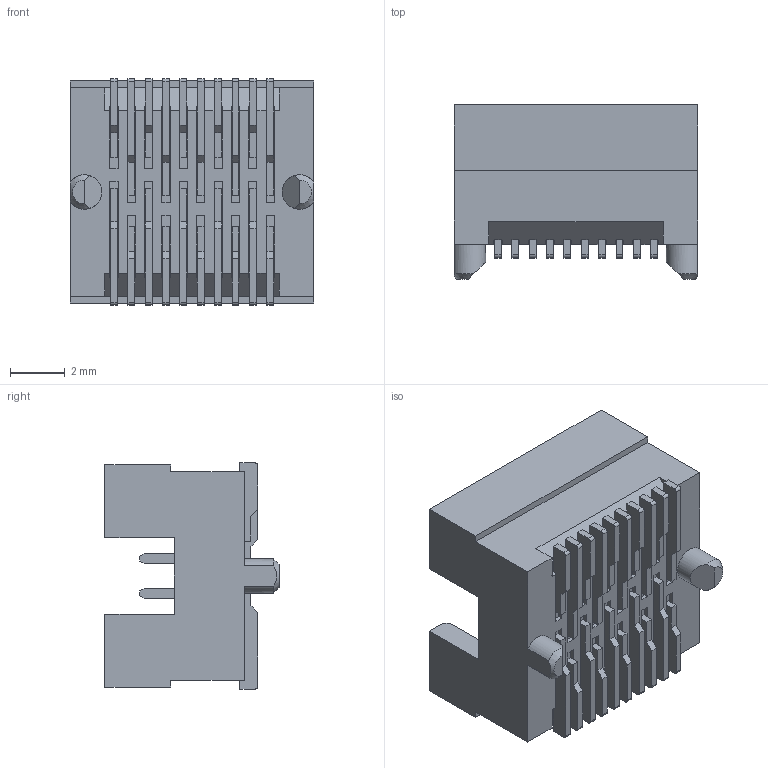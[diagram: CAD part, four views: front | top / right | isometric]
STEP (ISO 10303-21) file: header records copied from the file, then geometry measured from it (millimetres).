
FILE_DESCRIPTION((''),'2;1');
FILE_NAME('FBB12709_ASM','2026-03-16T18:12:30',('gongchengVV'),(''),'CREO PARAMETRIC BY PTC INC, 2020033','CREO PARAMETRIC BY PTC INC, 2020033','');
FILE_SCHEMA(('CONFIG_CONTROL_DESIGN'));
Length unit declared in the file: millimetre
Products named in the file (1): FBB12709_ASM
Bounding box: 8.89 x 6.37 x 8.27 mm (x, y, z)
Volume: 168.3 mm3; surface area: 578.1 mm2
Topology: 1 solids, 1 shells, 602 faces, 1721 edges, 1146 vertices
Faces by surface type: plane 578, cylinder 22, cone 2
Entity records: 19354 total; most frequent: CARTESIAN_POINT 3540, ORIENTED_EDGE 3442, DIRECTION 2965, EDGE_CURVE 1721, VECTOR 1665, LINE 1665, VERTEX_POINT 1146, AXIS2_PLACEMENT_3D 650
